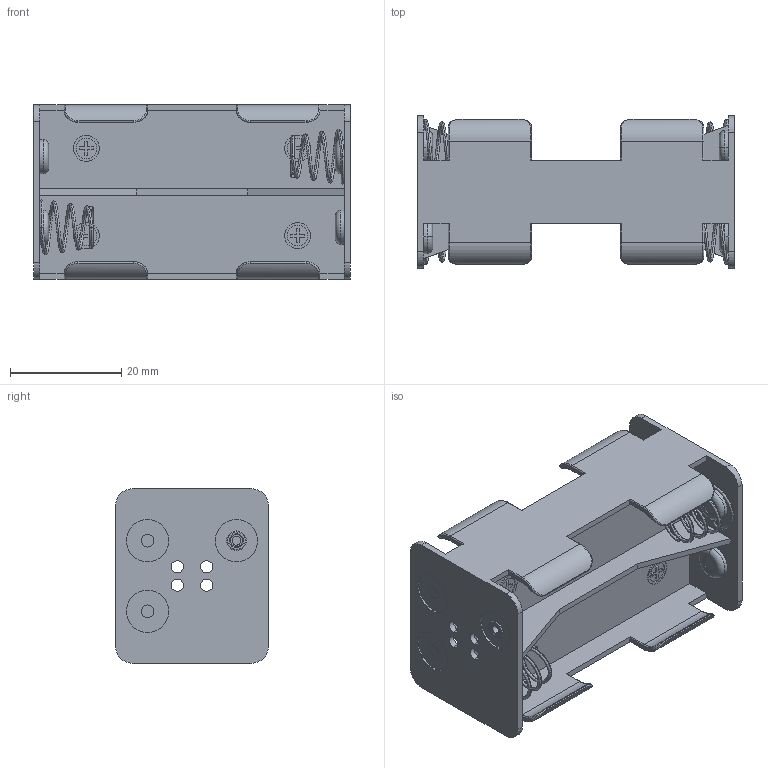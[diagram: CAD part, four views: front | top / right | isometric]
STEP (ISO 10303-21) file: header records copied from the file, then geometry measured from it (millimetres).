
FILE_DESCRIPTION (( 'STEP AP214' ), '1' );
FILE_NAME ('BH24AAB.STEP', '2019-11-19T07:20:20', ( '' ), ( '' ), 'SwSTEP 2.0', 'SolidWorks 2017', '' );
FILE_SCHEMA (( 'AUTOMOTIVE_DESIGN' ));
Length unit declared in the file: millimetre
Products named in the file (1): BH24AAB
Bounding box: 57 x 27.43 x 31.37 mm (x, y, z)
Volume: 10226.1 mm3; surface area: 13914.5 mm2
Topology: 9 solids, 9 shells, 610 faces, 1416 edges, 876 vertices
Faces by surface type: cylinder 240, plane 218, torus 104, bspline 48
Entity records: 29294 total; most frequent: CARTESIAN_POINT 15051, DIRECTION 3134, ORIENTED_EDGE 2832, EDGE_CURVE 1416, AXIS2_PLACEMENT_3D 1247, VERTEX_POINT 876, EDGE_LOOP 686, CIRCLE 684
